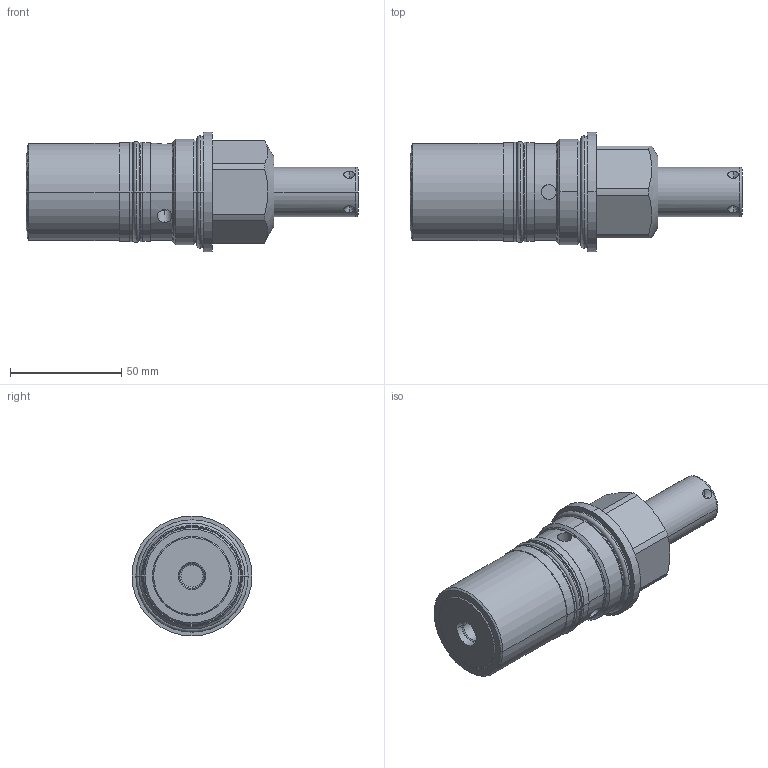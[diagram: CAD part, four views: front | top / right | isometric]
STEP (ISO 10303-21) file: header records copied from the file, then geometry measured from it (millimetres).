
FILE_DESCRIPTION((''),'2;1');
FILE_NAME('ILC15121302L','2021-06-02T',('Asawyer'),(''),'PRO/ENGINEER BY PARAMETRIC TECHNOLOGY CORPORATION, 2013320','PRO/ENGINEER BY PARAMETRIC TECHNOLOGY CORPORATION, 2013320','');
FILE_SCHEMA(('CONFIG_CONTROL_DESIGN'));
Length unit declared in the file: inch
Products named in the file (1): ILC15121302L
Bounding box: 149.5 x 53.98 x 53.98 mm (x, y, z)
Volume: 182990.6 mm3; surface area: 30846.5 mm2
Topology: 3 solids, 6 shells, 109 faces, 248 edges, 155 vertices
Faces by surface type: cylinder 48, plane 27, cone 24, torus 10
Entity records: 3369 total; most frequent: CARTESIAN_POINT 836, DIRECTION 568, ORIENTED_EDGE 464, AXIS2_PLACEMENT_3D 242, EDGE_CURVE 238, VERTEX_POINT 155, EDGE_LOOP 133, CIRCLE 132
